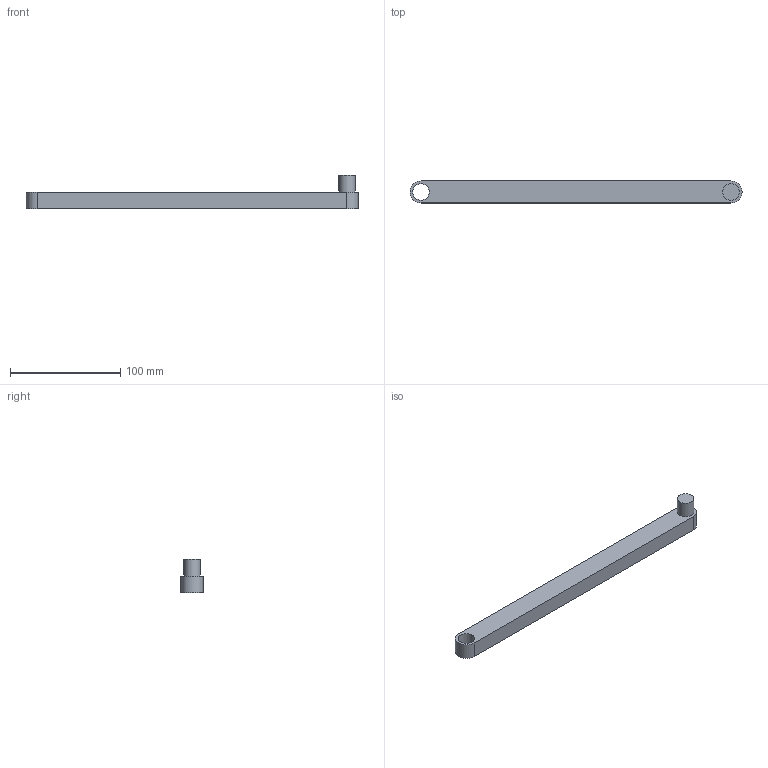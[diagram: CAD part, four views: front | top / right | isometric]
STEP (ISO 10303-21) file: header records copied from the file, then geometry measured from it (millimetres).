
FILE_DESCRIPTION( ( '' ), ' ' );
FILE_NAME( '5e3d66d4af8fbc15f2de4a89.step', '2020-02-07T13:32:05', ( '' ), ( '' ), ' ', ' ', ' ' );
FILE_SCHEMA( ( 'AUTOMOTIVE_DESIGN { 1 0 10303 214 1 1 1 1 }' ) );
Length unit declared in the file: metre
Products named in the file (1): Part 1
Bounding box: 301.7 x 20 x 30 mm (x, y, z)
Volume: 89222.4 mm3; surface area: 22350.1 mm2
Topology: 1 solids, 1 shells, 9 faces, 19 edges, 13 vertices
Faces by surface type: plane 5, cylinder 4
Full cylindrical faces by diameter (mm): 15 x2
Entity records: 322 total; most frequent: DIRECTION 44, CARTESIAN_POINT 38, ORIENTED_EDGE 32, AXIS2_PLACEMENT_3D 18, EDGE_CURVE 16, EDGE_LOOP 14, VERTEX_POINT 12, FACE_OUTER_BOUND 11
